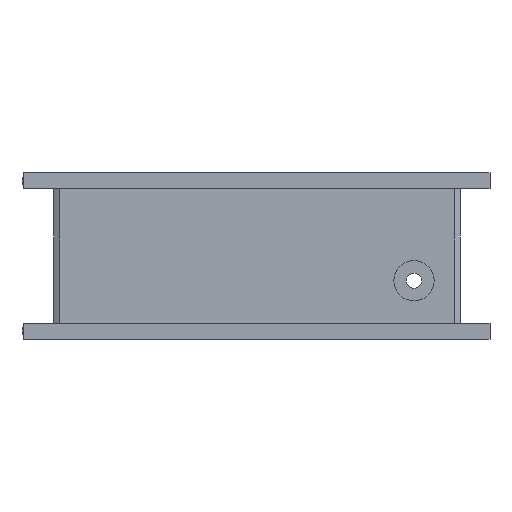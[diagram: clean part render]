
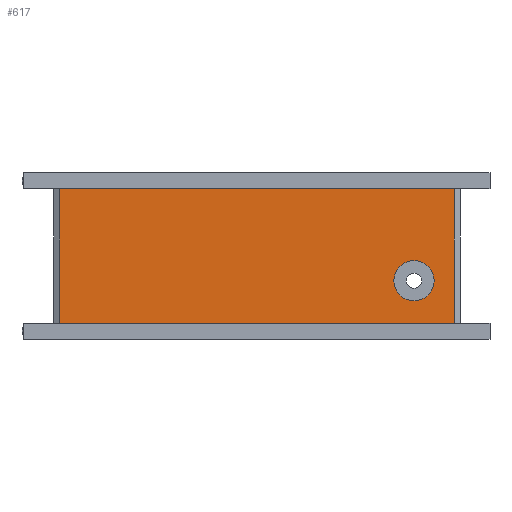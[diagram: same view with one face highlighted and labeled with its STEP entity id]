
A CAD part, top view. The second image highlights one B-rep face of the part: STEP entity #617.
In plain terms, the highlighted planar face has unit normal (0, 0, 1).
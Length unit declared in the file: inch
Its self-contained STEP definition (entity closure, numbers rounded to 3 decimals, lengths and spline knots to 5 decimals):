
#20=FACE_BOUND('',#116,.T.);
#45=CIRCLE('',#685,0.15);
#79=FACE_OUTER_BOUND('',#115,.T.);
#115=EDGE_LOOP('',(#491,#492,#493,#494));
#116=EDGE_LOOP('',(#495));
#167=LINE('',#998,#231);
#168=LINE('',#1000,#232);
#169=LINE('',#1002,#233);
#170=LINE('',#1003,#234);
#231=VECTOR('',#826,0.3937);
#232=VECTOR('',#827,0.3937);
#233=VECTOR('',#828,0.3937);
#234=VECTOR('',#829,0.3937);
#296=VERTEX_POINT('',#991);
#297=VERTEX_POINT('',#996);
#298=VERTEX_POINT('',#997);
#299=VERTEX_POINT('',#999);
#300=VERTEX_POINT('',#1001);
#370=EDGE_CURVE('',#296,#296,#45,.T.);
#371=EDGE_CURVE('',#297,#298,#167,.T.);
#372=EDGE_CURVE('',#298,#299,#168,.T.);
#373=EDGE_CURVE('',#299,#300,#169,.T.);
#374=EDGE_CURVE('',#300,#297,#170,.T.);
#491=ORIENTED_EDGE('',*,*,#371,.T.);
#492=ORIENTED_EDGE('',*,*,#372,.T.);
#493=ORIENTED_EDGE('',*,*,#373,.T.);
#494=ORIENTED_EDGE('',*,*,#374,.T.);
#495=ORIENTED_EDGE('',*,*,#370,.T.);
#582=PLANE('',#687);
#617=ADVANCED_FACE('',(#79,#20),#582,.T.);
#685=AXIS2_PLACEMENT_3D('',#993,#820,#821);
#687=AXIS2_PLACEMENT_3D('',#995,#824,#825);
#820=DIRECTION('center_axis',(0.,0.,-1.));
#821=DIRECTION('ref_axis',(-1.,0.,0.));
#824=DIRECTION('center_axis',(0.,0.,1.));
#825=DIRECTION('ref_axis',(1.,0.,0.));
#826=DIRECTION('',(1.,0.,0.));
#827=DIRECTION('',(0.,1.,0.));
#828=DIRECTION('',(-1.,0.,0.));
#829=DIRECTION('',(0.,-1.,0.));
#991=CARTESIAN_POINT('',(1.31931,-0.18417,0.1));
#993=CARTESIAN_POINT('Origin',(1.16931,-0.18417,0.1));
#995=CARTESIAN_POINT('Origin',(0.,0.,0.1));
#996=CARTESIAN_POINT('',(-1.47,-0.5,0.1));
#997=CARTESIAN_POINT('',(1.47,-0.5,0.1));
#998=CARTESIAN_POINT('',(0.735,-0.5,0.1));
#999=CARTESIAN_POINT('',(1.47,0.5,0.1));
#1000=CARTESIAN_POINT('',(1.47,-0.62,0.1));
#1001=CARTESIAN_POINT('',(-1.47,0.5,0.1));
#1002=CARTESIAN_POINT('',(-0.735,0.5,0.1));
#1003=CARTESIAN_POINT('',(-1.47,0.62,0.1));
